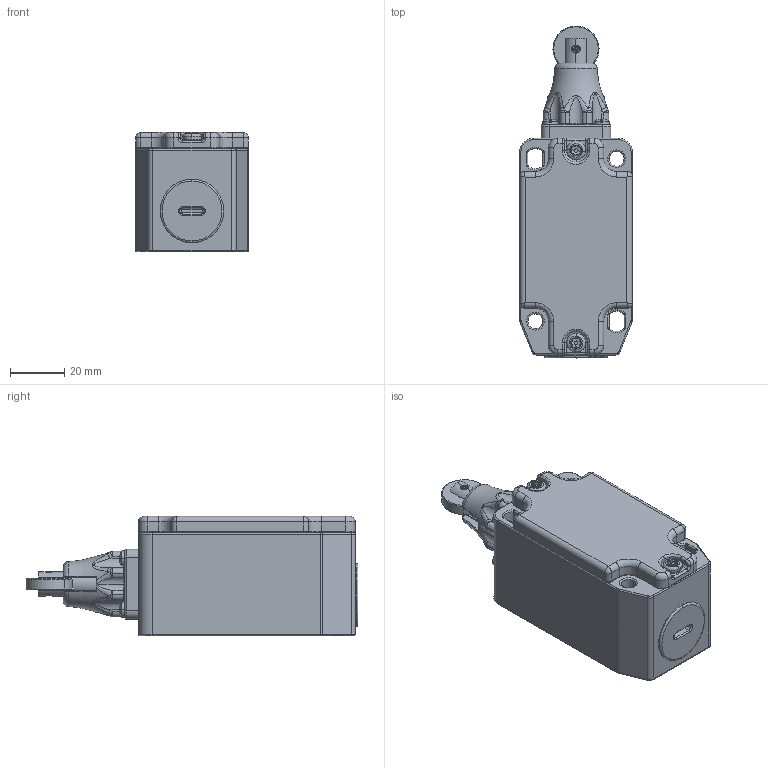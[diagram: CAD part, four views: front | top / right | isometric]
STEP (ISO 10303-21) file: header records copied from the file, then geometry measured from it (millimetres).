
FILE_DESCRIPTION (( 'STEP AP203' ), '1' );
FILE_NAME ('175-HLM-SS (Roller Plunger) (step format).STEP', '2014-04-07T09:38:10', ( '' ), ( '' ), 'SwSTEP 2.0', 'SolidWorks 2013', '' );
FILE_SCHEMA (( 'CONFIG_CONTROL_DESIGN' ));
Products named in the file (1): 175-HLM-SS (Roller Plunger) (step format)
Bounding box: 41.6 x 122.5 x 44 mm (x, y, z)
Volume: 69539 mm3; surface area: 45820.6 mm2
Topology: 14 solids, 14 shells, 1997 faces, 4528 edges, 2580 vertices
Faces by surface type: cylinder 513, plane 511, cone 467, torus 297, bspline 159, sphere 50
Entity records: 62590 total; most frequent: CARTESIAN_POINT 18308, DIRECTION 9742, ORIENTED_EDGE 8960, EDGE_CURVE 4480, AXIS2_PLACEMENT_3D 3896, VERTEX_POINT 2580, EDGE_LOOP 2100, CIRCLE 2057
